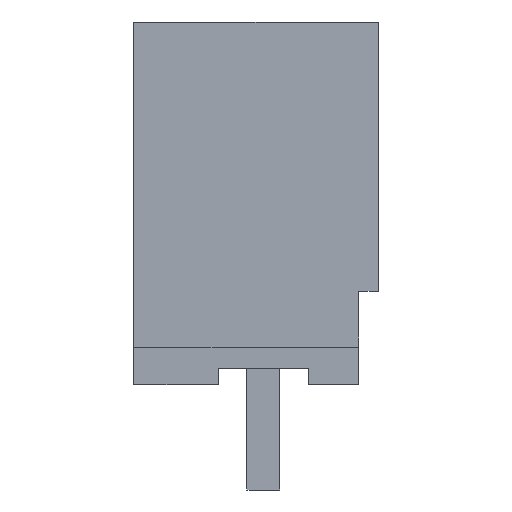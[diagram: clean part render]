
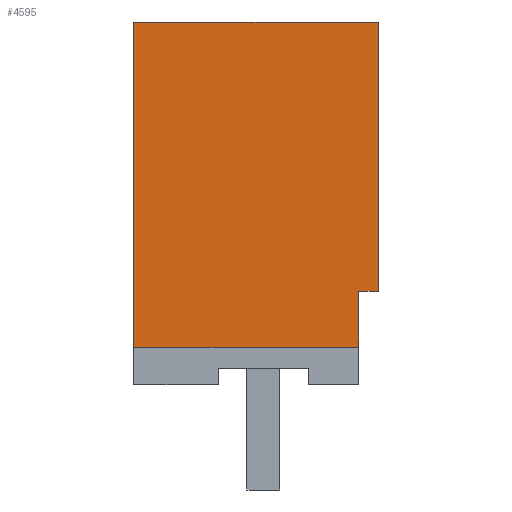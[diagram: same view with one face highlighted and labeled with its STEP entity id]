
A CAD part, left-side view. The second image highlights one B-rep face of the part: STEP entity #4595.
In plain terms, the highlighted planar face has unit normal (-1, 0, 0).
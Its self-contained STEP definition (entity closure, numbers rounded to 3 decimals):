
#4566=AXIS2_PLACEMENT_3D('Plane Axis2P3D',#4563,#4564,#4565) ;
#234=CARTESIAN_POINT('Vertex',(0.,7.45,4.35)) ;
#237=CARTESIAN_POINT('Line Origine',(0.,7.45,9.3)) ;
#241=CARTESIAN_POINT('Vertex',(0.,7.45,14.25)) ;
#3415=CARTESIAN_POINT('Vertex',(0.,0.6,6.05)) ;
#3418=CARTESIAN_POINT('Line Origine',(0.,0.6,5.2)) ;
#3422=CARTESIAN_POINT('Vertex',(0.,0.6,4.35)) ;
#4292=CARTESIAN_POINT('Line Origine',(0.,4.025,4.35)) ;
#4563=CARTESIAN_POINT('Axis2P3D Location',(0.,7.45,14.25)) ;
#4568=CARTESIAN_POINT('Line Origine',(0.,0.,10.15)) ;
#4572=CARTESIAN_POINT('Vertex',(0.,0.,14.25)) ;
#4574=CARTESIAN_POINT('Vertex',(0.,0.,6.05)) ;
#4577=CARTESIAN_POINT('Line Origine',(0.,3.725,14.25)) ;
#4582=CARTESIAN_POINT('Line Origine',(0.,0.3,6.05)) ;
#238=DIRECTION('Vector Direction',(0.,0.,-1.)) ;
#3419=DIRECTION('Vector Direction',(0.,0.,1.)) ;
#4293=DIRECTION('Vector Direction',(0.,-1.,0.)) ;
#4564=DIRECTION('Axis2P3D Direction',(-1.,0.,0.)) ;
#4565=DIRECTION('Axis2P3D XDirection',(0.,0.,1.)) ;
#4569=DIRECTION('Vector Direction',(0.,0.,-1.)) ;
#4578=DIRECTION('Vector Direction',(0.,-1.,0.)) ;
#4583=DIRECTION('Vector Direction',(0.,1.,0.)) ;
#239=VECTOR('Line Direction',#238,1.) ;
#3420=VECTOR('Line Direction',#3419,1.) ;
#4294=VECTOR('Line Direction',#4293,1.) ;
#4570=VECTOR('Line Direction',#4569,1.) ;
#4579=VECTOR('Line Direction',#4578,1.) ;
#4584=VECTOR('Line Direction',#4583,1.) ;
#4588=ORIENTED_EDGE('',*,*,#4576,.F.) ;
#4589=ORIENTED_EDGE('',*,*,#4581,.F.) ;
#4590=ORIENTED_EDGE('',*,*,#243,.T.) ;
#4591=ORIENTED_EDGE('',*,*,#4296,.T.) ;
#4592=ORIENTED_EDGE('',*,*,#3424,.T.) ;
#4593=ORIENTED_EDGE('',*,*,#4586,.F.) ;
#4595=ADVANCED_FACE('HOUSING',(#4594),#4567,.T.) ;
#243=EDGE_CURVE('',#242,#235,#240,.T.) ;
#3424=EDGE_CURVE('',#3423,#3416,#3421,.T.) ;
#4296=EDGE_CURVE('',#235,#3423,#4295,.T.) ;
#4576=EDGE_CURVE('',#4573,#4575,#4571,.T.) ;
#4581=EDGE_CURVE('',#242,#4573,#4580,.T.) ;
#4586=EDGE_CURVE('',#4575,#3416,#4585,.T.) ;
#4587=EDGE_LOOP('',(#4588,#4589,#4590,#4591,#4592,#4593)) ;
#4594=FACE_OUTER_BOUND('',#4587,.T.) ;
#240=LINE('Line',#237,#239) ;
#3421=LINE('Line',#3418,#3420) ;
#4295=LINE('Line',#4292,#4294) ;
#4571=LINE('Line',#4568,#4570) ;
#4580=LINE('Line',#4577,#4579) ;
#4585=LINE('Line',#4582,#4584) ;
#4567=PLANE('',#4566) ;
#235=VERTEX_POINT('',#234) ;
#242=VERTEX_POINT('',#241) ;
#3416=VERTEX_POINT('',#3415) ;
#3423=VERTEX_POINT('',#3422) ;
#4573=VERTEX_POINT('',#4572) ;
#4575=VERTEX_POINT('',#4574) ;
